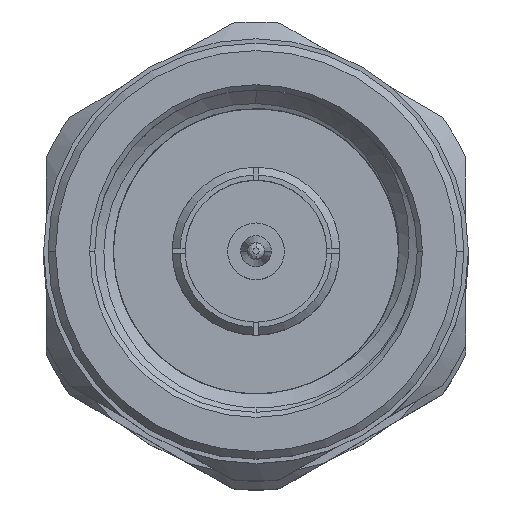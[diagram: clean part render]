
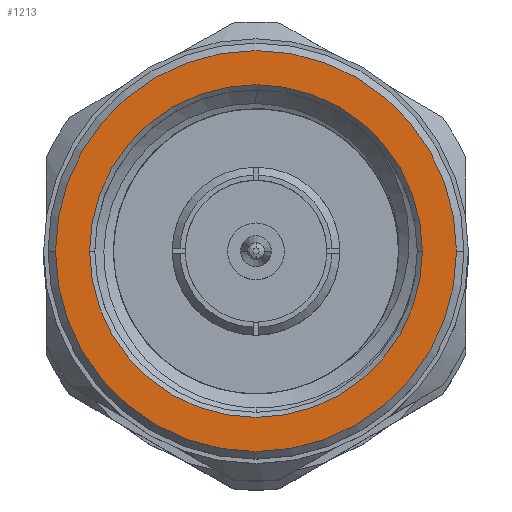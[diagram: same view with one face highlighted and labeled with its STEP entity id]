
A CAD part, top view. The second image highlights one B-rep face of the part: STEP entity #1213.
In plain terms, the highlighted face is planar.
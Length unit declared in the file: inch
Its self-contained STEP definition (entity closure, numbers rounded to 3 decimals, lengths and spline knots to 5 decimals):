
#17 = EDGE_CURVE ( 'NONE', #476, #4750, #1494, .T. ) ;
#343 = EDGE_LOOP ( 'NONE', ( #4011, #4314 ) ) ;
#443 = EDGE_LOOP ( 'NONE', ( #3089, #1018 ) ) ;
#476 = VERTEX_POINT ( 'NONE', #2602 ) ;
#850 = EDGE_CURVE ( 'NONE', #4750, #476, #4454, .T. ) ;
#989 = EDGE_CURVE ( 'NONE', #3173, #2651, #3585, .T. ) ;
#1018 = ORIENTED_EDGE ( 'NONE', *, *, #850, .T. ) ;
#1203 = CIRCLE ( 'NONE', #4939, 0.38863 ) ;
#1213 = ADVANCED_FACE ( 'NONE', ( #4386, #2693 ), #1803, .T. ) ;
#1234 = CARTESIAN_POINT ( 'NONE',  ( 0., 0., 0. ) ) ;
#1339 = AXIS2_PLACEMENT_3D ( 'NONE', #3224, #2484, #2507 ) ;
#1494 = CIRCLE ( 'NONE', #1339, 0.3225 ) ;
#1603 = CARTESIAN_POINT ( 'NONE',  ( 0., 0., 0. ) ) ;
#1706 = CARTESIAN_POINT ( 'NONE',  ( 0., 0., 0.38863 ) ) ;
#1803 = PLANE ( 'NONE',  #4459 ) ;
#1970 = AXIS2_PLACEMENT_3D ( 'NONE', #1234, #2151, #3740 ) ;
#2151 = DIRECTION ( 'NONE',  ( 1., 0., 0. ) ) ;
#2287 = DIRECTION ( 'NONE',  ( 1., 0., 0. ) ) ;
#2484 = DIRECTION ( 'NONE',  ( 1., 0., 0. ) ) ;
#2507 = DIRECTION ( 'NONE',  ( 0., 0., 1. ) ) ;
#2602 = CARTESIAN_POINT ( 'NONE',  ( 0., 0., 0.3225 ) ) ;
#2651 = VERTEX_POINT ( 'NONE', #4140 ) ;
#2693 = FACE_BOUND ( 'NONE', #443, .T. ) ;
#2771 = DIRECTION ( 'NONE',  ( 1., 0., 0. ) ) ;
#2859 = AXIS2_PLACEMENT_3D ( 'NONE', #1603, #2771, #4541 ) ;
#3089 = ORIENTED_EDGE ( 'NONE', *, *, #17, .T. ) ;
#3173 = VERTEX_POINT ( 'NONE', #1706 ) ;
#3206 = CARTESIAN_POINT ( 'NONE',  ( 0., 0., -0.3225 ) ) ;
#3224 = CARTESIAN_POINT ( 'NONE',  ( 0., 0., 0. ) ) ;
#3504 = DIRECTION ( 'NONE',  ( 0., 0., 1. ) ) ;
#3585 = CIRCLE ( 'NONE', #1970, 0.38863 ) ;
#3740 = DIRECTION ( 'NONE',  ( 0., 0., -1. ) ) ;
#3982 = DIRECTION ( 'NONE',  ( 0., 0., -1. ) ) ;
#4007 = CARTESIAN_POINT ( 'NONE',  ( 0., 0., 0. ) ) ;
#4011 = ORIENTED_EDGE ( 'NONE', *, *, #5217, .F. ) ;
#4140 = CARTESIAN_POINT ( 'NONE',  ( 0., 0., -0.38863 ) ) ;
#4314 = ORIENTED_EDGE ( 'NONE', *, *, #989, .F. ) ;
#4355 = CARTESIAN_POINT ( 'NONE',  ( 0., 0., 0. ) ) ;
#4386 = FACE_OUTER_BOUND ( 'NONE', #343, .T. ) ;
#4454 = CIRCLE ( 'NONE', #2859, 0.3225 ) ;
#4459 = AXIS2_PLACEMENT_3D ( 'NONE', #4355, #5250, #3504 ) ;
#4541 = DIRECTION ( 'NONE',  ( 0., 0., 1. ) ) ;
#4750 = VERTEX_POINT ( 'NONE', #3206 ) ;
#4939 = AXIS2_PLACEMENT_3D ( 'NONE', #4007, #2287, #3982 ) ;
#5217 = EDGE_CURVE ( 'NONE', #2651, #3173, #1203, .T. ) ;
#5250 = DIRECTION ( 'NONE',  ( -1., 0., 0. ) ) ;
